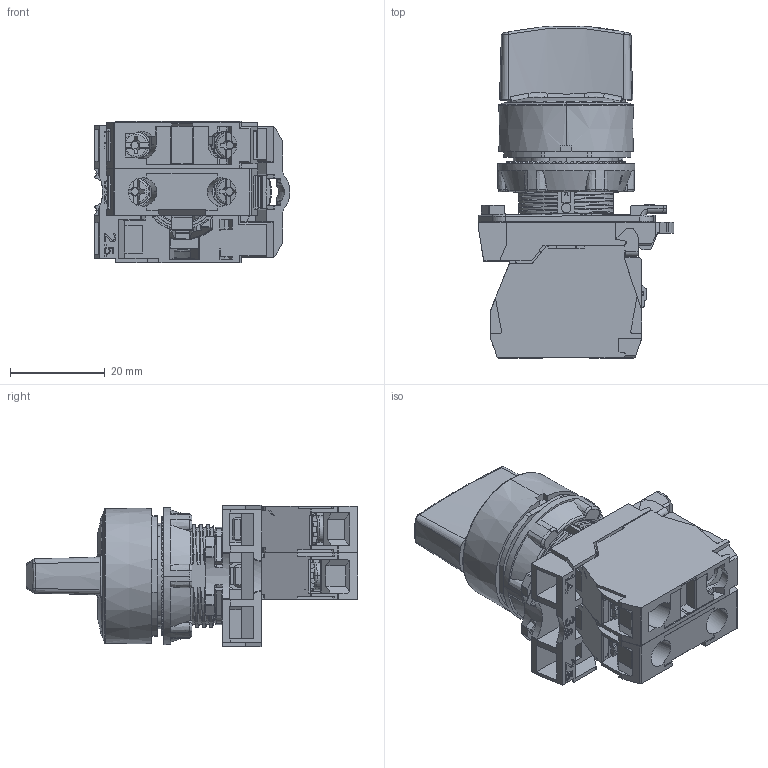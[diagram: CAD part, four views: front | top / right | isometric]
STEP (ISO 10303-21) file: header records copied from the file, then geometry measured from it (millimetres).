
FILE_DESCRIPTION((''),'2;1');
FILE_NAME('XB5AK3365_ASM','2023-12-22T',('Administrator'),('zyb.com'),'PRO/ENGINEER BY PARAMETRIC TECHNOLOGY CORPORATION, 2010280','PRO/ENGINEER BY PARAMETRIC TECHNOLOGY CORPORATION, 2010280','');
FILE_SCHEMA(('AUTOMOTIVE_DESIGN { 1 0 10303 214 1 1 1 1 }'));
Products named in the file (5): ZB5AZ009; ZBE101; ZBVB3; ZB5AK336C; XB5AK3365_ASM
Assembly tree (4 placements, depth 2):
  XB5AK3365_ASM
    ZB5AZ009
    ZBE101
    ZBVB3
    ZB5AK336C
Bounding box: 41.43 x 70.19 x 30 mm (x, y, z)
Volume: 24101 mm3; surface area: 31459.6 mm2
Topology: 28 solids, 55 shells, 5922 faces, 16202 edges, 10424 vertices
Faces by surface type: plane 3121, cylinder 1427, bspline 678, cone 266, extrusion 203, torus 165, sphere 62
Entity records: 272138 total; most frequent: CARTESIAN_POINT 84840, ORIENTED_EDGE 32388, DIRECTION 26774, EDGE_CURVE 16194, VERTEX_POINT 10424, VECTOR 10202, LINE 9999, AXIS2_PLACEMENT_3D 8286
